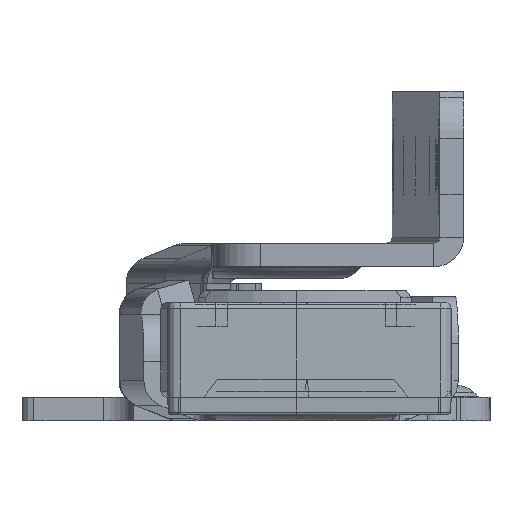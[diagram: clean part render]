
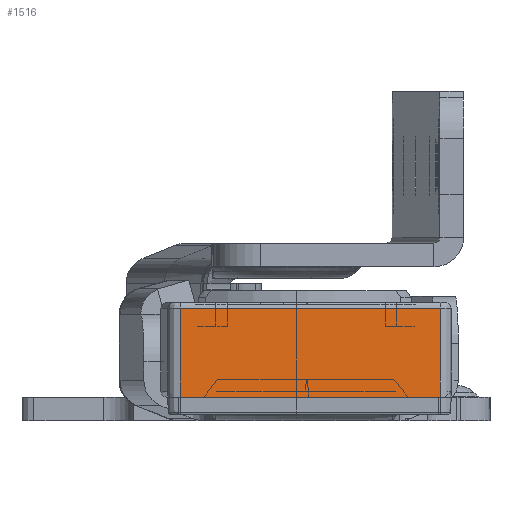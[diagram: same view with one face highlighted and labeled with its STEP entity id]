
A CAD part, left-side view. The second image highlights one B-rep face of the part: STEP entity #1516.
In plain terms, the highlighted face is planar.
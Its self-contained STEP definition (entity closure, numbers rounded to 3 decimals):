
#213 = CARTESIAN_POINT ( 'NONE',  ( 10., 11., 8. ) ) ;
#912 = CARTESIAN_POINT ( 'NONE',  ( 10., 11., 8. ) ) ;
#1516 = ADVANCED_FACE ( 'NONE', ( #9464 ), #11864, .T. ) ;
#1532 = VERTEX_POINT ( 'NONE', #15374 ) ;
#1680 = VERTEX_POINT ( 'NONE', #2678 ) ;
#1762 = VERTEX_POINT ( 'NONE', #10509 ) ;
#1899 = AXIS2_PLACEMENT_3D ( 'NONE', #912, #12966, #2316 ) ;
#2316 = DIRECTION ( 'NONE',  ( 0., 0., -1. ) ) ;
#2678 = CARTESIAN_POINT ( 'NONE',  ( 10., -11., 8. ) ) ;
#4228 = ORIENTED_EDGE ( 'NONE', *, *, #12638, .F. ) ;
#4303 = VECTOR ( 'NONE', #13898, 1000. ) ;
#4692 = VECTOR ( 'NONE', #9540, 1000. ) ;
#5149 = CARTESIAN_POINT ( 'NONE',  ( 10., 11., 0.5 ) ) ;
#5435 = VERTEX_POINT ( 'NONE', #8829 ) ;
#6130 = DIRECTION ( 'NONE',  ( 0., 0., -1. ) ) ;
#6155 = DIRECTION ( 'NONE',  ( 0., 1., 0. ) ) ;
#6913 = ORIENTED_EDGE ( 'NONE', *, *, #11308, .T. ) ;
#7038 = EDGE_CURVE ( 'NONE', #1680, #5435, #11932, .T. ) ;
#7911 = CARTESIAN_POINT ( 'NONE',  ( 10., 11., 8. ) ) ;
#7928 = ORIENTED_EDGE ( 'NONE', *, *, #7038, .T. ) ;
#8536 = LINE ( 'NONE', #213, #12522 ) ;
#8712 = LINE ( 'NONE', #5149, #10800 ) ;
#8829 = CARTESIAN_POINT ( 'NONE',  ( 10., -11., 0.5 ) ) ;
#9159 = LINE ( 'NONE', #7911, #4303 ) ;
#9278 = EDGE_CURVE ( 'NONE', #5435, #1762, #8712, .T. ) ;
#9464 = FACE_OUTER_BOUND ( 'NONE', #13657, .T. ) ;
#9540 = DIRECTION ( 'NONE',  ( 0., 0., -1. ) ) ;
#10509 = CARTESIAN_POINT ( 'NONE',  ( 10., 11., 0.5 ) ) ;
#10800 = VECTOR ( 'NONE', #6155, 1000. ) ;
#11126 = ORIENTED_EDGE ( 'NONE', *, *, #9278, .T. ) ;
#11308 = EDGE_CURVE ( 'NONE', #1532, #1680, #9159, .T. ) ;
#11624 = CARTESIAN_POINT ( 'NONE',  ( 10., -11., 8. ) ) ;
#11864 = PLANE ( 'NONE',  #1899 ) ;
#11932 = LINE ( 'NONE', #11624, #4692 ) ;
#12522 = VECTOR ( 'NONE', #6130, 1000. ) ;
#12638 = EDGE_CURVE ( 'NONE', #1532, #1762, #8536, .T. ) ;
#12966 = DIRECTION ( 'NONE',  ( 1., 0., 0. ) ) ;
#13657 = EDGE_LOOP ( 'NONE', ( #7928, #11126, #4228, #6913 ) ) ;
#13898 = DIRECTION ( 'NONE',  ( 0., -1., 0. ) ) ;
#15374 = CARTESIAN_POINT ( 'NONE',  ( 10., 11., 8. ) ) ;
